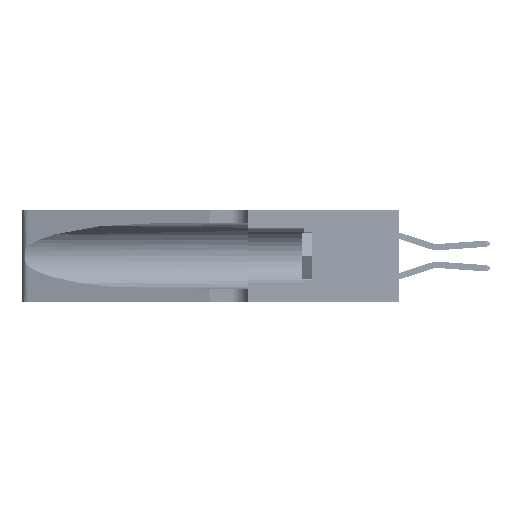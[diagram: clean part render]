
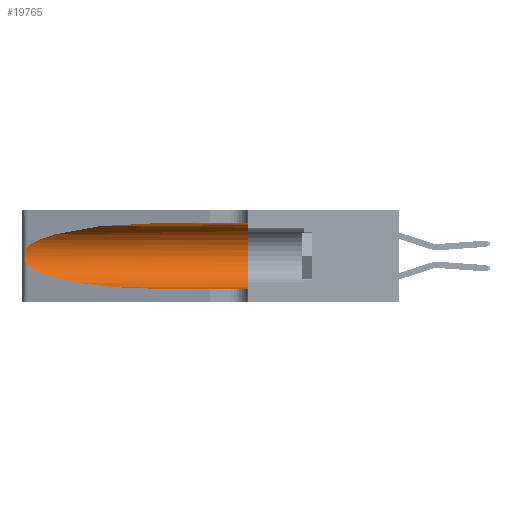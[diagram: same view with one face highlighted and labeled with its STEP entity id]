
A CAD part, left-side view. The second image highlights one B-rep face of the part: STEP entity #19765.
In plain terms, the highlighted cylindrical face has radius 3.308 mm (diameter 6.617 mm), a partial arc.
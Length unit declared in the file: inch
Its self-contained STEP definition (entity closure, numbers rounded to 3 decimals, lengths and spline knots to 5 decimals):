
#253 = CARTESIAN_POINT ( 'NONE',  ( 0.25487, 1.22718, 0.22369 ) ) ;
#385 = CARTESIAN_POINT ( 'NONE',  ( 0.1305, 1.61858, 0.31525 ) ) ;
#812 = CARTESIAN_POINT ( 'NONE',  ( 0.25487, 1.22718, 0.22369 ) ) ;
#892 = CARTESIAN_POINT ( 'NONE',  ( 0.26075, 1.23896, 0.178 ) ) ;
#1387 = VECTOR ( 'NONE', #21672, 39.37008 ) ;
#3251 = EDGE_LOOP ( 'NONE', ( #16352, #10429, #35630, #16162, #10968, #24359 ) ) ;
#3915 = CARTESIAN_POINT ( 'NONE',  ( 0.26017, 1.23833, 0.17102 ) ) ;
#4256 = AXIS2_PLACEMENT_3D ( 'NONE', #25369, #18227, #7301 ) ;
#4529 = CARTESIAN_POINT ( 'NONE',  ( 0.1305, 1.61858, 0.185 ) ) ;
#4541 = CARTESIAN_POINT ( 'NONE',  ( 0.25639, 1.23186, 0.15144 ) ) ;
#7301 = DIRECTION ( 'NONE',  ( 0., 0., 1. ) ) ;
#7622 = VERTEX_POINT ( 'NONE', #8157 ) ;
#7960 = CARTESIAN_POINT ( 'NONE',  ( 0.1305, 0.72297, 0.31525 ) ) ;
#8157 = CARTESIAN_POINT ( 'NONE',  ( 0.25487, 1.22718, 0.14631 ) ) ;
#8414 = CARTESIAN_POINT ( 'NONE',  ( 0.1305, 0.72297, 0.05475 ) ) ;
#10429 = ORIENTED_EDGE ( 'NONE', *, *, #31846, .T. ) ;
#10968 = ORIENTED_EDGE ( 'NONE', *, *, #34238, .F. ) ;
#11893 = EDGE_CURVE ( 'NONE', #24112, #22785, #25549, .T. ) ;
#12363 = CARTESIAN_POINT ( 'NONE',  ( 0.25487, 1.22718, 0.14631 ) ) ;
#13359 = CARTESIAN_POINT ( 'NONE',  ( 0.1305, 0.35, 0.05475 ) ) ;
#14592 = CYLINDRICAL_SURFACE ( 'NONE', #41440, 0.13025 ) ;
#15275 = CARTESIAN_POINT ( 'NONE',  ( 0.1305, 0.72297, 0.05475 ) ) ;
#15321 = CARTESIAN_POINT ( 'NONE',  ( 0.26018, 1.23835, 0.19895 ) ) ;
#16162 = ORIENTED_EDGE ( 'NONE', *, *, #45333, .T. ) ;
#16352 = ORIENTED_EDGE ( 'NONE', *, *, #29393, .T. ) ;
#18227 = DIRECTION ( 'NONE',  ( 0., 1., 0. ) ) ;
#18430 = CARTESIAN_POINT ( 'NONE',  ( 0.18966, 0.96281, 0.31525 ) ) ;
#18969 = CARTESIAN_POINT ( 'NONE',  ( 0.25789, 1.23486, 0.15765 ) ) ;
#19353 = CARTESIAN_POINT ( 'NONE',  ( 0.18966, 0.96281, 0.05475 ) ) ;
#19593 = DIRECTION ( 'NONE',  ( 0., 0., -1. ) ) ;
#19765 = ADVANCED_FACE ( 'NONE', ( #29922 ), #14592, .F. ) ;
#19914 = VECTOR ( 'NONE', #33391, 39.37008 ) ;
#21489 =( BOUNDED_CURVE ( )  B_SPLINE_CURVE ( 3, ( #7960, #18430, #36950, #812 ),
 .UNSPECIFIED., .F., .T. ) 
 B_SPLINE_CURVE_WITH_KNOTS ( ( 4, 4 ),
 ( 1.5708, 2.84003 ),
 .UNSPECIFIED. ) 
 CURVE ( )  GEOMETRIC_REPRESENTATION_ITEM ( )  RATIONAL_B_SPLINE_CURVE ( ( 1., 0.87, 0.87, 1. ) ) 
 REPRESENTATION_ITEM ( '' )  );
#21672 = DIRECTION ( 'NONE',  ( 0., -1., 0. ) ) ;
#22785 = VERTEX_POINT ( 'NONE', #34967 ) ;
#22956 = LINE ( 'NONE', #32788, #1387 ) ;
#23120 = EDGE_CURVE ( 'NONE', #7622, #43182, #34278, .T. ) ;
#23903 = CIRCLE ( 'NONE', #4256, 0.13025 ) ;
#24112 = VERTEX_POINT ( 'NONE', #46356 ) ;
#24359 = ORIENTED_EDGE ( 'NONE', *, *, #11893, .F. ) ;
#24624 = VERTEX_POINT ( 'NONE', #13359 ) ;
#25369 = CARTESIAN_POINT ( 'NONE',  ( 0.1305, 0.35, 0.185 ) ) ;
#25549 = LINE ( 'NONE', #385, #19914 ) ;
#25638 = CARTESIAN_POINT ( 'NONE',  ( 0.25639, 1.23184, 0.21858 ) ) ;
#25948 = CARTESIAN_POINT ( 'NONE',  ( 0.25555, 1.22993, 0.14849 ) ) ;
#26957 = VERTEX_POINT ( 'NONE', #30815 ) ;
#29393 = EDGE_CURVE ( 'NONE', #24112, #26957, #21489, .T. ) ;
#29565 = CARTESIAN_POINT ( 'NONE',  ( 0.25487, 1.22718, 0.14631 ) ) ;
#29871 = DIRECTION ( 'NONE',  ( 0., -1., 0. ) ) ;
#29922 = FACE_OUTER_BOUND ( 'NONE', #3251, .T. ) ;
#30118 = CARTESIAN_POINT ( 'NONE',  ( 0.2373, 1.15595, 0.08982 ) ) ;
#30815 = CARTESIAN_POINT ( 'NONE',  ( 0.25487, 1.22718, 0.22369 ) ) ;
#31846 = EDGE_CURVE ( 'NONE', #26957, #7622, #43236, .T. ) ;
#32788 = CARTESIAN_POINT ( 'NONE',  ( 0.1305, 1.61858, 0.05475 ) ) ;
#33391 = DIRECTION ( 'NONE',  ( 0., -1., 0. ) ) ;
#34238 = EDGE_CURVE ( 'NONE', #22785, #24624, #23903, .T. ) ;
#34278 =( BOUNDED_CURVE ( )  B_SPLINE_CURVE ( 3, ( #12363, #30118, #19353, #8414 ),
 .UNSPECIFIED., .F., .F. ) 
 B_SPLINE_CURVE_WITH_KNOTS ( ( 4, 4 ),
 ( 3.44316, 4.71239 ),
 .UNSPECIFIED. ) 
 CURVE ( )  GEOMETRIC_REPRESENTATION_ITEM ( )  RATIONAL_B_SPLINE_CURVE ( ( 1., 0.87, 0.87, 1. ) ) 
 REPRESENTATION_ITEM ( '' )  );
#34967 = CARTESIAN_POINT ( 'NONE',  ( 0.1305, 0.35, 0.31525 ) ) ;
#35630 = ORIENTED_EDGE ( 'NONE', *, *, #23120, .T. ) ;
#36719 = CARTESIAN_POINT ( 'NONE',  ( 0.25787, 1.23484, 0.2124 ) ) ;
#36950 = CARTESIAN_POINT ( 'NONE',  ( 0.2373, 1.15595, 0.28018 ) ) ;
#37026 = CARTESIAN_POINT ( 'NONE',  ( 0.25854, 1.2359, 0.20912 ) ) ;
#40192 = CARTESIAN_POINT ( 'NONE',  ( 0.25555, 1.22994, 0.2215 ) ) ;
#40654 = CARTESIAN_POINT ( 'NONE',  ( 0.26075, 1.23896, 0.19203 ) ) ;
#41440 = AXIS2_PLACEMENT_3D ( 'NONE', #4529, #29871, #19593 ) ;
#43182 = VERTEX_POINT ( 'NONE', #15275 ) ;
#43236 = B_SPLINE_CURVE_WITH_KNOTS ( 'NONE', 3,
 ( #253, #40192, #25638, #36719, #37026, #15321, #40654, #892, #3915, #43976, #18969, #4541, #25948, #29565 ),
 .UNSPECIFIED., .F., .F.,
 ( 4, 2, 2, 2, 2, 2, 4 ),
 ( 0., 0.00027, 0.00053, 0.00107, 0.0016, 0.00187, 0.00214 ),
 .UNSPECIFIED. ) ;
#43976 = CARTESIAN_POINT ( 'NONE',  ( 0.25856, 1.23593, 0.16098 ) ) ;
#45333 = EDGE_CURVE ( 'NONE', #43182, #24624, #22956, .T. ) ;
#46356 = CARTESIAN_POINT ( 'NONE',  ( 0.1305, 0.72297, 0.31525 ) ) ;
